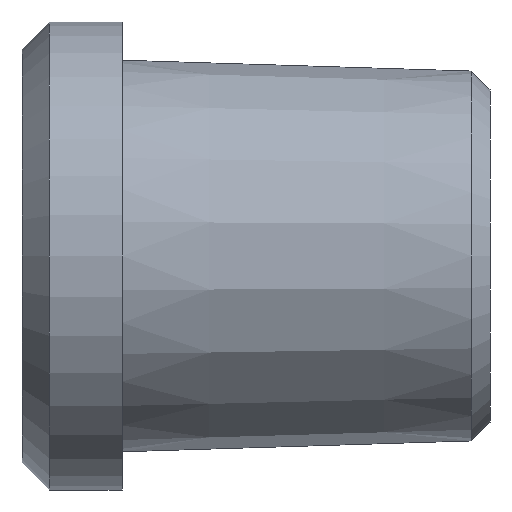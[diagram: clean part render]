
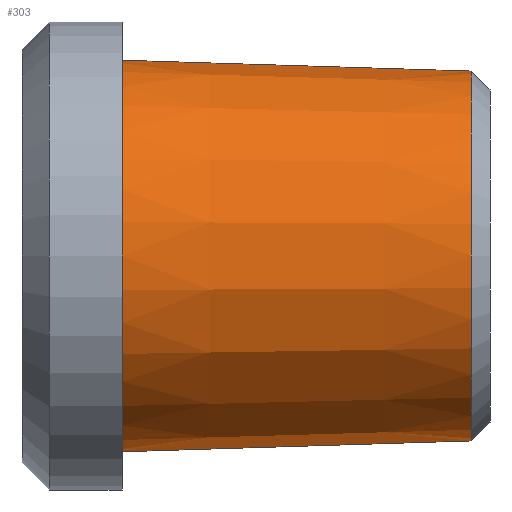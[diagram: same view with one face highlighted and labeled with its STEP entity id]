
A CAD part, front view. The second image highlights one B-rep face of the part: STEP entity #303.
In plain terms, the highlighted conical face has half-angle 1.78 degrees and reference radius 10.75 mm.
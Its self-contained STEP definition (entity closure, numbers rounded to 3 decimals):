
#3 = EDGE_CURVE ( 'NONE', #156, #676, #305, .T. ) ;
#6 = DIRECTION ( 'NONE',  ( -1., 0., 0. ) ) ;
#69 = DIRECTION ( 'NONE',  ( -1., 0., 0.031 ) ) ;
#144 = CARTESIAN_POINT ( 'NONE',  ( 5.5, 0., 10.75 ) ) ;
#156 = VERTEX_POINT ( 'NONE', #637 ) ;
#168 = ORIENTED_EDGE ( 'NONE', *, *, #819, .F. ) ;
#215 = CARTESIAN_POINT ( 'NONE',  ( 5.5, 0., 0. ) ) ;
#245 = AXIS2_PLACEMENT_3D ( 'NONE', #215, #1101, #431 ) ;
#251 = FACE_OUTER_BOUND ( 'NONE', #1078, .T. ) ;
#303 = ADVANCED_FACE ( 'NONE', ( #251 ), #596, .T. ) ;
#305 = LINE ( 'NONE', #621, #920 ) ;
#431 = DIRECTION ( 'NONE',  ( 0., 0., 1. ) ) ;
#498 = DIRECTION ( 'NONE',  ( 0., 0., 1. ) ) ;
#543 = ORIENTED_EDGE ( 'NONE', *, *, #3, .F. ) ;
#553 = VECTOR ( 'NONE', #69, 1000. ) ;
#588 = VERTEX_POINT ( 'NONE', #144 ) ;
#594 = CARTESIAN_POINT ( 'NONE',  ( 24.668, 0., 10.154 ) ) ;
#596 = CONICAL_SURFACE ( 'NONE', #884, 10.75, 0.031 ) ;
#603 = CARTESIAN_POINT ( 'NONE',  ( 24.668, 0., 0. ) ) ;
#621 = CARTESIAN_POINT ( 'NONE',  ( 5.5, 0., -10.75 ) ) ;
#637 = CARTESIAN_POINT ( 'NONE',  ( 24.668, 0., -10.154 ) ) ;
#657 = CARTESIAN_POINT ( 'NONE',  ( 5.5, 0., 0. ) ) ;
#659 = CARTESIAN_POINT ( 'NONE',  ( 5.5, 0., 10.75 ) ) ;
#676 = VERTEX_POINT ( 'NONE', #1198 ) ;
#695 = DIRECTION ( 'NONE',  ( 0., 0., -1. ) ) ;
#706 = CIRCLE ( 'NONE', #245, 10.75 ) ;
#819 = EDGE_CURVE ( 'NONE', #676, #588, #706, .T. ) ;
#884 = AXIS2_PLACEMENT_3D ( 'NONE', #657, #1104, #498 ) ;
#920 = VECTOR ( 'NONE', #1182, 1000. ) ;
#971 = EDGE_CURVE ( 'NONE', #1107, #588, #1187, .T. ) ;
#987 = CIRCLE ( 'NONE', #1180, 10.154 ) ;
#1016 = ORIENTED_EDGE ( 'NONE', *, *, #971, .T. ) ;
#1078 = EDGE_LOOP ( 'NONE', ( #543, #1120, #1016, #168 ) ) ;
#1101 = DIRECTION ( 'NONE',  ( -1., 0., 0. ) ) ;
#1104 = DIRECTION ( 'NONE',  ( -1., 0., 0. ) ) ;
#1107 = VERTEX_POINT ( 'NONE', #594 ) ;
#1120 = ORIENTED_EDGE ( 'NONE', *, *, #1134, .T. ) ;
#1134 = EDGE_CURVE ( 'NONE', #156, #1107, #987, .T. ) ;
#1180 = AXIS2_PLACEMENT_3D ( 'NONE', #603, #6, #695 ) ;
#1182 = DIRECTION ( 'NONE',  ( -1., 0., -0.031 ) ) ;
#1187 = LINE ( 'NONE', #659, #553 ) ;
#1198 = CARTESIAN_POINT ( 'NONE',  ( 5.5, 0., -10.75 ) ) ;
